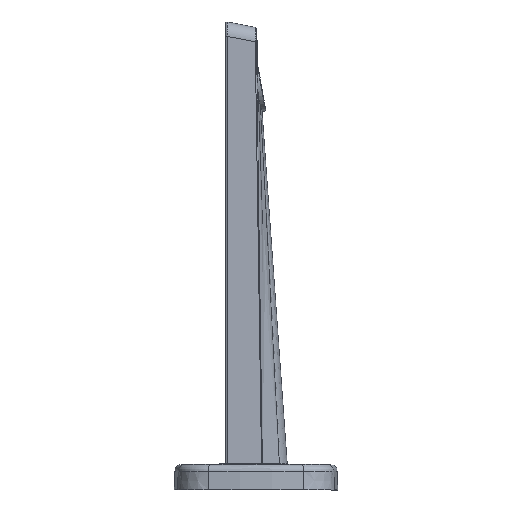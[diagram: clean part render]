
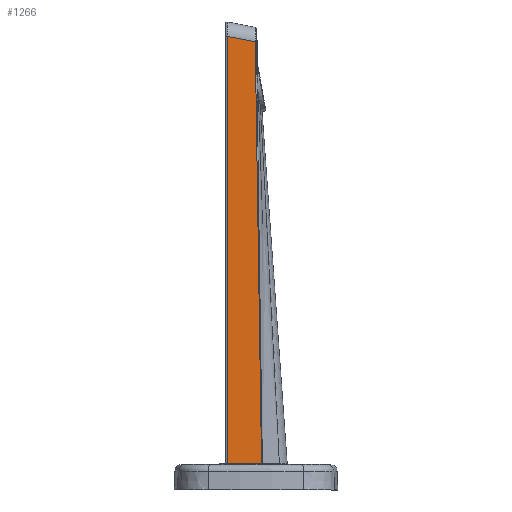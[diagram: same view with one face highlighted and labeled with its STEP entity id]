
A CAD part, left-side view. The second image highlights one B-rep face of the part: STEP entity #1266.
In plain terms, the highlighted planar face has unit normal (-1, 0, 0.004).
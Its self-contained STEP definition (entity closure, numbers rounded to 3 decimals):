
#121 = EDGE_LOOP ( 'NONE', ( #2127, #688, #1877, #847 ) ) ;
#174 = DIRECTION ( 'NONE',  ( 0.004, 0., 1. ) ) ;
#186 = EDGE_CURVE ( 'NONE', #2762, #1758, #2473, .T. ) ;
#545 = CARTESIAN_POINT ( 'NONE',  ( -17.034, 0.356, 204.8 ) ) ;
#587 = LINE ( 'NONE', #663, #2757 ) ;
#663 = CARTESIAN_POINT ( 'NONE',  ( -17.751, 3.568, 12. ) ) ;
#688 = ORIENTED_EDGE ( 'NONE', *, *, #2718, .F. ) ;
#702 = DIRECTION ( 'NONE',  ( 0., 1., 0. ) ) ;
#793 = VECTOR ( 'NONE', #174, 1000. ) ;
#847 = ORIENTED_EDGE ( 'NONE', *, *, #1263, .F. ) ;
#968 = CARTESIAN_POINT ( 'NONE',  ( -17.273, -0.656, 140.534 ) ) ;
#975 = B_SPLINE_CURVE_WITH_KNOTS ( 'NONE', 3,
 ( #545, #968, #2445, #1175 ),
 .UNSPECIFIED., .F., .F.,
 ( 4, 4 ),
 ( 0., 1. ),
 .UNSPECIFIED. ) ;
#1064 = CARTESIAN_POINT ( 'NONE',  ( -17.379, 13.245, 113. ) ) ;
#1085 = CARTESIAN_POINT ( 'NONE',  ( -17.034, 0.356, 204.8 ) ) ;
#1096 = DIRECTION ( 'NONE',  ( 0., -0.982, -0.191 ) ) ;
#1175 = CARTESIAN_POINT ( 'NONE',  ( -17.749, -2.536, 12. ) ) ;
#1212 = VERTEX_POINT ( 'NONE', #2098 ) ;
#1263 = EDGE_CURVE ( 'NONE', #1212, #2762, #587, .T. ) ;
#1266 = ADVANCED_FACE ( 'NONE', ( #2106 ), #1921, .F. ) ;
#1758 = VERTEX_POINT ( 'NONE', #2129 ) ;
#1877 = ORIENTED_EDGE ( 'NONE', *, *, #186, .F. ) ;
#1909 = AXIS2_PLACEMENT_3D ( 'NONE', #2368, #2125, #2604 ) ;
#1921 = PLANE ( 'NONE',  #1909 ) ;
#2021 = LINE ( 'NONE', #2382, #2191 ) ;
#2056 = VERTEX_POINT ( 'NONE', #1085 ) ;
#2098 = CARTESIAN_POINT ( 'NONE',  ( -17.749, -2.536, 12. ) ) ;
#2106 = FACE_OUTER_BOUND ( 'NONE', #121, .T. ) ;
#2124 = EDGE_CURVE ( 'NONE', #2056, #1212, #975, .T. ) ;
#2125 = DIRECTION ( 'NONE',  ( 1., 0., -0.004 ) ) ;
#2127 = ORIENTED_EDGE ( 'NONE', *, *, #2124, .F. ) ;
#2129 = CARTESIAN_POINT ( 'NONE',  ( -17.029, 13.245, 207.305 ) ) ;
#2191 = VECTOR ( 'NONE', #1096, 1000. ) ;
#2368 = CARTESIAN_POINT ( 'NONE',  ( -17.379, 13.745, 113. ) ) ;
#2382 = CARTESIAN_POINT ( 'NONE',  ( -17.036, -3.937, 203.965 ) ) ;
#2406 = CARTESIAN_POINT ( 'NONE',  ( -17.754, 13.245, 12. ) ) ;
#2445 = CARTESIAN_POINT ( 'NONE',  ( -17.511, -1.61, 76.267 ) ) ;
#2473 = LINE ( 'NONE', #1064, #793 ) ;
#2604 = DIRECTION ( 'NONE',  ( -0.004, 0., -1. ) ) ;
#2718 = EDGE_CURVE ( 'NONE', #1758, #2056, #2021, .T. ) ;
#2757 = VECTOR ( 'NONE', #702, 1000. ) ;
#2762 = VERTEX_POINT ( 'NONE', #2406 ) ;
